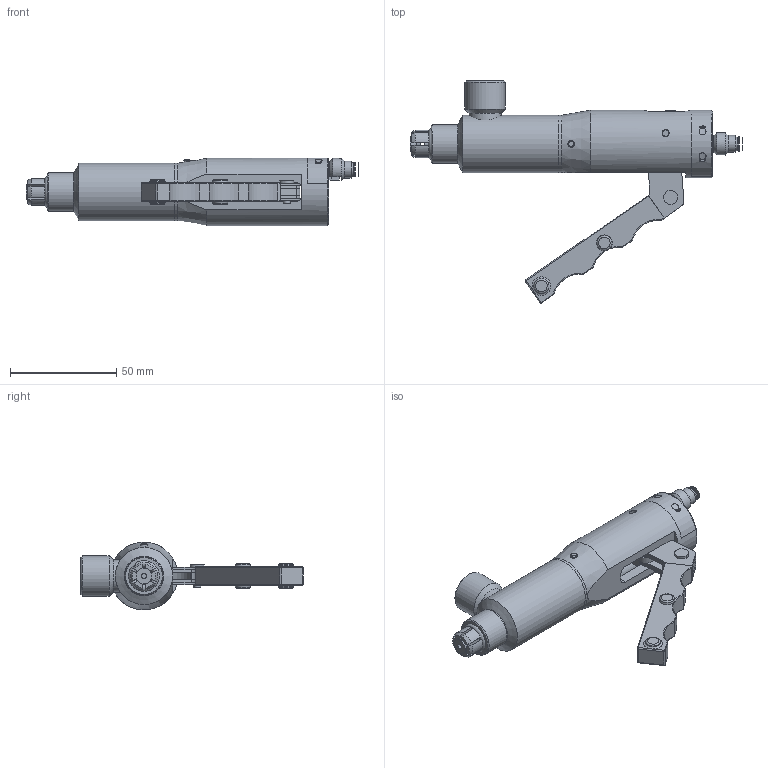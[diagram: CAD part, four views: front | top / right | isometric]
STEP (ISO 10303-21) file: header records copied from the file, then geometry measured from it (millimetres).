
FILE_DESCRIPTION(/* description */ (''),/* implementation_level */ '2;1');
FILE_NAME(/* name */ 'FNL054041CV04ANA.stp',/* time_stamp */ '2020-06-11T13:31:26-05:00',/* author */ ('scott.gulden'),/* organization */ ('FasTest,Inc.'),/* preprocessor_version */ 'ST-DEVELOPER v17.2',/* originating_system */ 'Autodesk Inventor 2019',/* authorisation */ '');
FILE_SCHEMA (('AUTOMOTIVE_DESIGN { 1 0 10303 214 3 1 1 }'));
Length unit declared in the file: inch
Products named in the file (1): FNL054041CV04ANA
Bounding box: 156.08 x 104.62 x 31.74 mm (x, y, z)
Volume: 85245.2 mm3; surface area: 26097.8 mm2
Topology: 2 solids, 2 shells, 359 faces, 937 edges, 604 vertices
Faces by surface type: plane 170, cylinder 131, cone 40, torus 14, bspline 4
Full cylindrical faces by diameter (mm): 1 x6, 1.45 x1, 2.381 x1, 3.175 x4, 3.2 x2, 3.302 x6, 3.353 x1, 4.762 x1, 4.801 x1, 4.978 x5, 5 x1, 5.283 x1, 5.4 x1, 5.613 x1, 5.7 x1, 6.401 x2, 6.5 x1, 6.6 x1, 6.604 x1, 6.9 x1, 7.315 x1, 7.938 x1, 7.97 x1, 10.42 x1, 11.125 x1, 15.189 x1, 18.313 x1, 19.05 x2, 26.924 x2, 31.75 x1
Entity records: 12322 total; most frequent: CARTESIAN_POINT 2828, DIRECTION 1936, ORIENTED_EDGE 1862, EDGE_CURVE 931, AXIS2_PLACEMENT_3D 744, VERTEX_POINT 604, LINE 448, VECTOR 448
